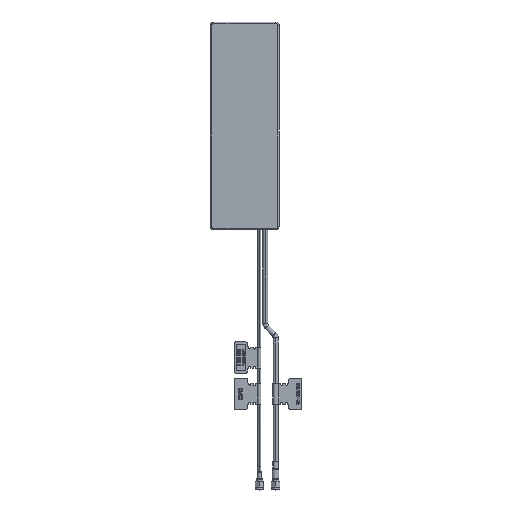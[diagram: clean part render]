
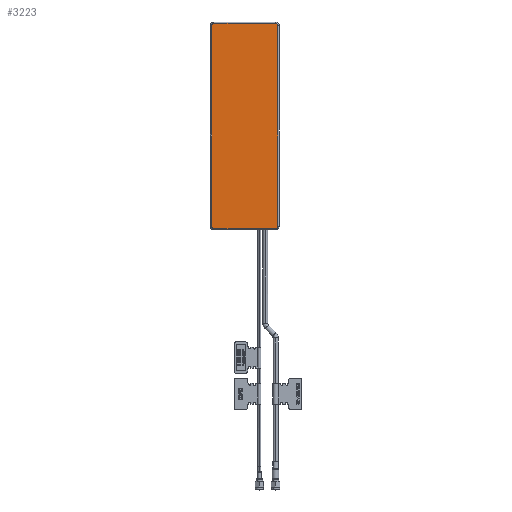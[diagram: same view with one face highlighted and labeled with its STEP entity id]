
A CAD part, top view. The second image highlights one B-rep face of the part: STEP entity #3223.
In plain terms, the highlighted planar face has unit normal (0, 0, 1).
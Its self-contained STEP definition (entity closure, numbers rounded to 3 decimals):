
#57 =( BOUNDED_CURVE ( )  B_SPLINE_CURVE ( 3, ( #14419, #16187, #4224, #21643 ),
 .UNSPECIFIED., .F., .T. ) 
 B_SPLINE_CURVE_WITH_KNOTS ( ( 4, 4 ),
 ( 0., 1. ),
 .UNSPECIFIED. ) 
 CURVE ( )  GEOMETRIC_REPRESENTATION_ITEM ( )  RATIONAL_B_SPLINE_CURVE ( ( 1., 0.805, 0.805, 1. ) ) 
 REPRESENTATION_ITEM ( '' )  );
#352 =( BOUNDED_CURVE ( )  B_SPLINE_CURVE ( 3, ( #18798, #10213, #22467, #10063 ),
 .UNSPECIFIED., .F., .T. ) 
 B_SPLINE_CURVE_WITH_KNOTS ( ( 4, 4 ),
 ( 0., 1. ),
 .UNSPECIFIED. ) 
 CURVE ( )  GEOMETRIC_REPRESENTATION_ITEM ( )  RATIONAL_B_SPLINE_CURVE ( ( 1., 0.805, 0.805, 1. ) ) 
 REPRESENTATION_ITEM ( '' )  );
#665 = ORIENTED_EDGE ( 'NONE', *, *, #11633, .F. ) ;
#1401 = PLANE ( 'NONE',  #9190 ) ;
#1697 = VECTOR ( 'NONE', #9838, 1000. ) ;
#1895 = CARTESIAN_POINT ( 'NONE',  ( 29.75, 148.97, 0. ) ) ;
#2151 = EDGE_LOOP ( 'NONE', ( #15295, #3154, #5052, #7383, #665, #17529, #20526, #16315 ) ) ;
#2180 = CARTESIAN_POINT ( 'NONE',  ( -31.97, -46.75, 0. ) ) ;
#3154 = ORIENTED_EDGE ( 'NONE', *, *, #12825, .F. ) ;
#3223 = ADVANCED_FACE ( 'NONE', ( #21617 ), #1401, .F. ) ;
#4113 = CARTESIAN_POINT ( 'NONE',  ( 31.97, -46.75, 0. ) ) ;
#4224 = CARTESIAN_POINT ( 'NONE',  ( -31.97, -48.05, 0. ) ) ;
#4640 =( BOUNDED_CURVE ( )  B_SPLINE_CURVE ( 3, ( #1895, #13875, #15562, #12134 ),
 .UNSPECIFIED., .F., .T. ) 
 B_SPLINE_CURVE_WITH_KNOTS ( ( 4, 4 ),
 ( 0., 1. ),
 .UNSPECIFIED. ) 
 CURVE ( )  GEOMETRIC_REPRESENTATION_ITEM ( )  RATIONAL_B_SPLINE_CURVE ( ( 1., 0.805, 0.805, 1. ) ) 
 REPRESENTATION_ITEM ( '' )  );
#5052 = ORIENTED_EDGE ( 'NONE', *, *, #9432, .F. ) ;
#5184 =( BOUNDED_CURVE ( )  B_SPLINE_CURVE ( 3, ( #10849, #19363, #8894, #12455 ),
 .UNSPECIFIED., .F., .F. ) 
 B_SPLINE_CURVE_WITH_KNOTS ( ( 4, 4 ),
 ( 0., 1. ),
 .UNSPECIFIED. ) 
 CURVE ( )  GEOMETRIC_REPRESENTATION_ITEM ( )  RATIONAL_B_SPLINE_CURVE ( ( 1., 0.805, 0.805, 1. ) ) 
 REPRESENTATION_ITEM ( '' )  );
#6175 = CARTESIAN_POINT ( 'NONE',  ( 0., -48.97, 0. ) ) ;
#6192 = CARTESIAN_POINT ( 'NONE',  ( 31.97, 146.75, 0. ) ) ;
#6540 = CARTESIAN_POINT ( 'NONE',  ( 0., 50., 0. ) ) ;
#7383 = ORIENTED_EDGE ( 'NONE', *, *, #10722, .F. ) ;
#7563 = DIRECTION ( 'NONE',  ( 1., 0., 0. ) ) ;
#7866 = VECTOR ( 'NONE', #20463, 1000. ) ;
#8894 = CARTESIAN_POINT ( 'NONE',  ( -31.05, 148.97, 0. ) ) ;
#9190 = AXIS2_PLACEMENT_3D ( 'NONE', #6540, #15229, #15158 ) ;
#9432 = EDGE_CURVE ( 'NONE', #19238, #20254, #4640, .T. ) ;
#9515 = LINE ( 'NONE', #15155, #7866 ) ;
#9603 = VERTEX_POINT ( 'NONE', #17794 ) ;
#9838 = DIRECTION ( 'NONE',  ( 0., -1., 0. ) ) ;
#9943 = CARTESIAN_POINT ( 'NONE',  ( -31.97, 146.75, 0. ) ) ;
#10063 = CARTESIAN_POINT ( 'NONE',  ( 29.75, -48.97, 0. ) ) ;
#10213 = CARTESIAN_POINT ( 'NONE',  ( 31.97, -48.05, 0. ) ) ;
#10722 = EDGE_CURVE ( 'NONE', #15333, #19238, #19570, .T. ) ;
#10849 = CARTESIAN_POINT ( 'NONE',  ( -31.97, 146.75, 0. ) ) ;
#11633 = EDGE_CURVE ( 'NONE', #21942, #15333, #5184, .T. ) ;
#12134 = CARTESIAN_POINT ( 'NONE',  ( 31.97, 146.75, 0. ) ) ;
#12437 = VECTOR ( 'NONE', #7563, 1000. ) ;
#12455 = CARTESIAN_POINT ( 'NONE',  ( -29.75, 148.97, 0. ) ) ;
#12671 = CARTESIAN_POINT ( 'NONE',  ( 0., 148.97, 0. ) ) ;
#12825 = EDGE_CURVE ( 'NONE', #20254, #18442, #20799, .T. ) ;
#13039 = VECTOR ( 'NONE', #20233, 1000. ) ;
#13875 = CARTESIAN_POINT ( 'NONE',  ( 31.05, 148.97, 0. ) ) ;
#13893 = EDGE_CURVE ( 'NONE', #9603, #22316, #14681, .T. ) ;
#13935 = EDGE_CURVE ( 'NONE', #21665, #21942, #9515, .T. ) ;
#14419 = CARTESIAN_POINT ( 'NONE',  ( -29.75, -48.97, 0. ) ) ;
#14681 = LINE ( 'NONE', #6175, #13039 ) ;
#15155 = CARTESIAN_POINT ( 'NONE',  ( -31.97, 50., 0. ) ) ;
#15158 = DIRECTION ( 'NONE',  ( -1., 0., 0. ) ) ;
#15229 = DIRECTION ( 'NONE',  ( 0., 0., -1. ) ) ;
#15258 = CARTESIAN_POINT ( 'NONE',  ( -29.75, -48.97, 0. ) ) ;
#15295 = ORIENTED_EDGE ( 'NONE', *, *, #20355, .F. ) ;
#15333 = VERTEX_POINT ( 'NONE', #20940 ) ;
#15562 = CARTESIAN_POINT ( 'NONE',  ( 31.97, 148.05, 0. ) ) ;
#16187 = CARTESIAN_POINT ( 'NONE',  ( -31.05, -48.97, 0. ) ) ;
#16315 = ORIENTED_EDGE ( 'NONE', *, *, #13893, .F. ) ;
#17529 = ORIENTED_EDGE ( 'NONE', *, *, #13935, .F. ) ;
#17794 = CARTESIAN_POINT ( 'NONE',  ( 29.75, -48.97, 0. ) ) ;
#18442 = VERTEX_POINT ( 'NONE', #4113 ) ;
#18798 = CARTESIAN_POINT ( 'NONE',  ( 31.97, -46.75, 0. ) ) ;
#19238 = VERTEX_POINT ( 'NONE', #19397 ) ;
#19363 = CARTESIAN_POINT ( 'NONE',  ( -31.97, 148.05, 0. ) ) ;
#19397 = CARTESIAN_POINT ( 'NONE',  ( 29.75, 148.97, 0. ) ) ;
#19570 = LINE ( 'NONE', #12671, #12437 ) ;
#20089 = CARTESIAN_POINT ( 'NONE',  ( 31.97, 50., 0. ) ) ;
#20124 = EDGE_CURVE ( 'NONE', #22316, #21665, #57, .T. ) ;
#20233 = DIRECTION ( 'NONE',  ( -1., 0., 0. ) ) ;
#20254 = VERTEX_POINT ( 'NONE', #6192 ) ;
#20355 = EDGE_CURVE ( 'NONE', #18442, #9603, #352, .T. ) ;
#20463 = DIRECTION ( 'NONE',  ( 0., 1., 0. ) ) ;
#20526 = ORIENTED_EDGE ( 'NONE', *, *, #20124, .F. ) ;
#20799 = LINE ( 'NONE', #20089, #1697 ) ;
#20940 = CARTESIAN_POINT ( 'NONE',  ( -29.75, 148.97, 0. ) ) ;
#21617 = FACE_OUTER_BOUND ( 'NONE', #2151, .T. ) ;
#21643 = CARTESIAN_POINT ( 'NONE',  ( -31.97, -46.75, 0. ) ) ;
#21665 = VERTEX_POINT ( 'NONE', #2180 ) ;
#21942 = VERTEX_POINT ( 'NONE', #9943 ) ;
#22316 = VERTEX_POINT ( 'NONE', #15258 ) ;
#22467 = CARTESIAN_POINT ( 'NONE',  ( 31.05, -48.97, 0. ) ) ;
